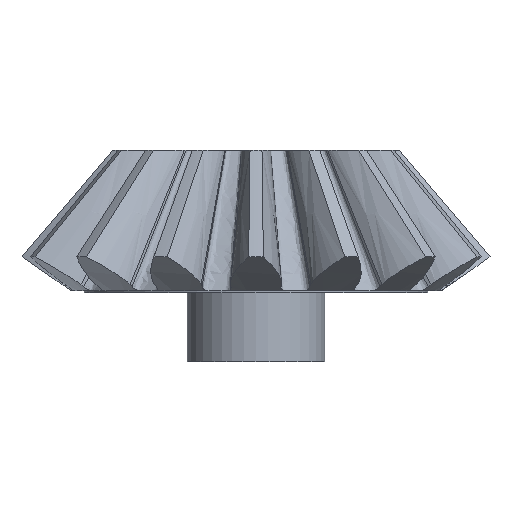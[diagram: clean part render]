
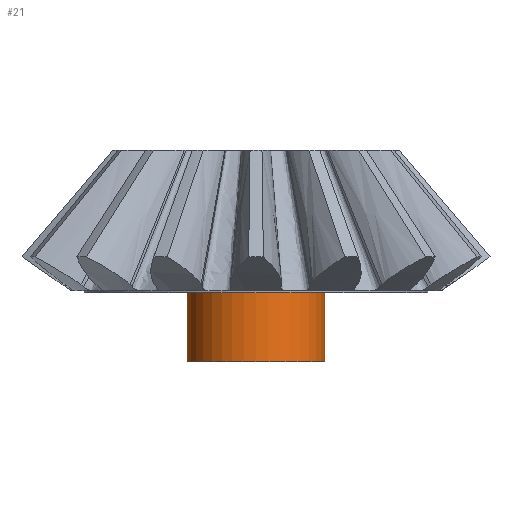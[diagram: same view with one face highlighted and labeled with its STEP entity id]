
A CAD part, front view. The second image highlights one B-rep face of the part: STEP entity #21.
In plain terms, the highlighted cylindrical face has radius 5 mm (diameter 10 mm), a partial arc.
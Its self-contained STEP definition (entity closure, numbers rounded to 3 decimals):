
#21 = ADVANCED_FACE ( 'NONE', ( #2088 ), #6099, .T. ) ;
#62 = CARTESIAN_POINT ( 'NONE',  ( 5., 0., -28.207 ) ) ;
#423 = EDGE_LOOP ( 'NONE', ( #7223, #2564, #5179, #5820 ) ) ;
#567 = VERTEX_POINT ( 'NONE', #5742 ) ;
#783 = EDGE_CURVE ( 'NONE', #4359, #567, #1874, .T. ) ;
#1139 = DIRECTION ( 'NONE',  ( 0., 0., 1. ) ) ;
#1284 = CARTESIAN_POINT ( 'NONE',  ( 0., 0., -23.207 ) ) ;
#1490 = LINE ( 'NONE', #4444, #3607 ) ;
#1868 = AXIS2_PLACEMENT_3D ( 'NONE', #1284, #5408, #4178 ) ;
#1874 = CIRCLE ( 'NONE', #1868, 5. ) ;
#2034 = CARTESIAN_POINT ( 'NONE',  ( 0., 0., -28.207 ) ) ;
#2088 = FACE_OUTER_BOUND ( 'NONE', #423, .T. ) ;
#2198 = EDGE_CURVE ( 'NONE', #6516, #4410, #7042, .T. ) ;
#2564 = ORIENTED_EDGE ( 'NONE', *, *, #2198, .F. ) ;
#3607 = VECTOR ( 'NONE', #3772, 1000. ) ;
#3772 = DIRECTION ( 'NONE',  ( 0., 0., 1. ) ) ;
#3998 = DIRECTION ( 'NONE',  ( 0., 0., 1. ) ) ;
#4178 = DIRECTION ( 'NONE',  ( -1., 0., 0. ) ) ;
#4359 = VERTEX_POINT ( 'NONE', #5114 ) ;
#4373 = CARTESIAN_POINT ( 'NONE',  ( 0., 0., -28.207 ) ) ;
#4410 = VERTEX_POINT ( 'NONE', #5226 ) ;
#4444 = CARTESIAN_POINT ( 'NONE',  ( 5., 0., -28.207 ) ) ;
#4553 = DIRECTION ( 'NONE',  ( 1., 0., 0. ) ) ;
#4996 = EDGE_CURVE ( 'NONE', #6516, #4359, #1490, .T. ) ;
#5041 = LINE ( 'NONE', #5606, #6888 ) ;
#5114 = CARTESIAN_POINT ( 'NONE',  ( 5., 0., -23.207 ) ) ;
#5179 = ORIENTED_EDGE ( 'NONE', *, *, #4996, .T. ) ;
#5226 = CARTESIAN_POINT ( 'NONE',  ( -5., 0., -28.207 ) ) ;
#5408 = DIRECTION ( 'NONE',  ( 0., 0., -1. ) ) ;
#5480 = DIRECTION ( 'NONE',  ( 0., 0., -1. ) ) ;
#5606 = CARTESIAN_POINT ( 'NONE',  ( -5., 0., -28.207 ) ) ;
#5742 = CARTESIAN_POINT ( 'NONE',  ( -5., 0., -23.207 ) ) ;
#5773 = EDGE_CURVE ( 'NONE', #4410, #567, #5041, .T. ) ;
#5820 = ORIENTED_EDGE ( 'NONE', *, *, #783, .T. ) ;
#5826 = DIRECTION ( 'NONE',  ( -1., 0., 0. ) ) ;
#6099 = CYLINDRICAL_SURFACE ( 'NONE', #6293, 5. ) ;
#6293 = AXIS2_PLACEMENT_3D ( 'NONE', #4373, #3998, #4553 ) ;
#6516 = VERTEX_POINT ( 'NONE', #62 ) ;
#6888 = VECTOR ( 'NONE', #1139, 1000. ) ;
#7042 = CIRCLE ( 'NONE', #7385, 5. ) ;
#7223 = ORIENTED_EDGE ( 'NONE', *, *, #5773, .F. ) ;
#7385 = AXIS2_PLACEMENT_3D ( 'NONE', #2034, #5480, #5826 ) ;
